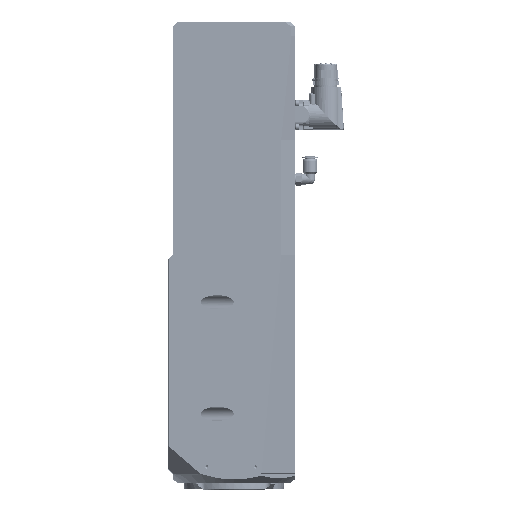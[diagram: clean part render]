
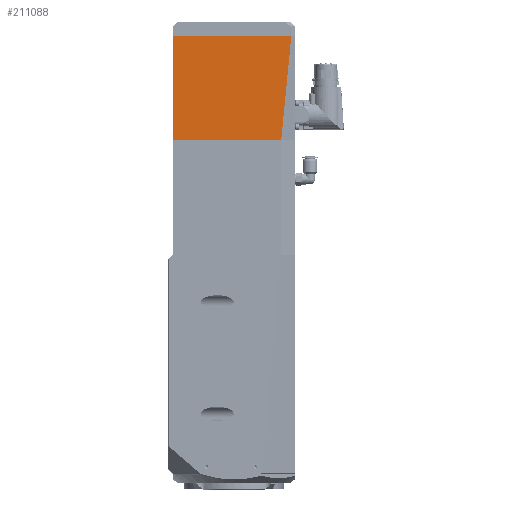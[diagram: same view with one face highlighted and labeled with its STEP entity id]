
A CAD part, left-side view. The second image highlights one B-rep face of the part: STEP entity #211088.
In plain terms, the highlighted planar face has unit normal (-1, 0, 0).
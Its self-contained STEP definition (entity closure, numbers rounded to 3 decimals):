
#14900 = VERTEX_POINT ( 'NONE', #259681 ) ;
#22710 = CARTESIAN_POINT ( 'NONE',  ( -44., 44., 0. ) ) ;
#22981 = ORIENTED_EDGE ( 'NONE', *, *, #210336, .T. ) ;
#26904 = DIRECTION ( 'NONE',  ( 0., -1., 0. ) ) ;
#33181 = LINE ( 'NONE', #122637, #240938 ) ;
#50934 = EDGE_LOOP ( 'NONE', ( #22981, #81988, #78257, #262378 ) ) ;
#53348 = DIRECTION ( 'NONE',  ( 0., 1., 0. ) ) ;
#53431 = DIRECTION ( 'NONE',  ( 0., 0., -1. ) ) ;
#56456 = LINE ( 'NONE', #171835, #226641 ) ;
#72062 = DIRECTION ( 'NONE',  ( 1., 0., 0. ) ) ;
#78257 = ORIENTED_EDGE ( 'NONE', *, *, #275144, .T. ) ;
#81988 = ORIENTED_EDGE ( 'NONE', *, *, #268742, .F. ) ;
#82802 = LINE ( 'NONE', #126227, #94573 ) ;
#94573 = VECTOR ( 'NONE', #103035, 1000. ) ;
#102471 = DIRECTION ( 'NONE',  ( 0., -0.096, 0.995 ) ) ;
#103035 = DIRECTION ( 'NONE',  ( 0., -1., 0. ) ) ;
#118137 = VERTEX_POINT ( 'NONE', #219209 ) ;
#119690 = FACE_OUTER_BOUND ( 'NONE', #50934, .T. ) ;
#122637 = CARTESIAN_POINT ( 'NONE',  ( -44., 44., 33. ) ) ;
#126227 = CARTESIAN_POINT ( 'NONE',  ( -44., -44., 74.35 ) ) ;
#138563 = CARTESIAN_POINT ( 'NONE',  ( -44., 44., 33. ) ) ;
#162006 = VERTEX_POINT ( 'NONE', #173720 ) ;
#171835 = CARTESIAN_POINT ( 'NONE',  ( -44., -33.703, -1. ) ) ;
#173720 = CARTESIAN_POINT ( 'NONE',  ( -44., 44., 0. ) ) ;
#200147 = LINE ( 'NONE', #22710, #215276 ) ;
#210336 = EDGE_CURVE ( 'NONE', #233538, #14900, #56456, .T. ) ;
#211088 = ADVANCED_FACE ( 'NONE', ( #119690 ), #225177, .F. ) ;
#215276 = VECTOR ( 'NONE', #26904, 1000. ) ;
#219209 = CARTESIAN_POINT ( 'NONE',  ( -44., 44., 74.35 ) ) ;
#225177 = PLANE ( 'NONE',  #277624 ) ;
#226641 = VECTOR ( 'NONE', #102471, 1000. ) ;
#233538 = VERTEX_POINT ( 'NONE', #265545 ) ;
#240938 = VECTOR ( 'NONE', #53431, 1000. ) ;
#257859 = EDGE_CURVE ( 'NONE', #162006, #233538, #200147, .T. ) ;
#259681 = CARTESIAN_POINT ( 'NONE',  ( -44., -41., 74.35 ) ) ;
#262378 = ORIENTED_EDGE ( 'NONE', *, *, #257859, .T. ) ;
#265545 = CARTESIAN_POINT ( 'NONE',  ( -44., -33.8, 0. ) ) ;
#268742 = EDGE_CURVE ( 'NONE', #118137, #14900, #82802, .T. ) ;
#275144 = EDGE_CURVE ( 'NONE', #118137, #162006, #33181, .T. ) ;
#277624 = AXIS2_PLACEMENT_3D ( 'NONE', #138563, #72062, #53348 ) ;
